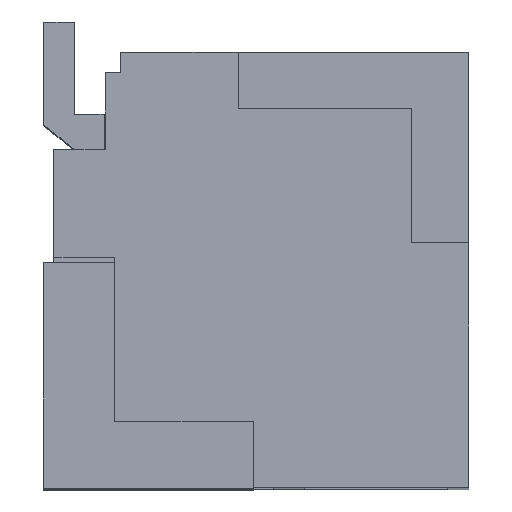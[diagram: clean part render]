
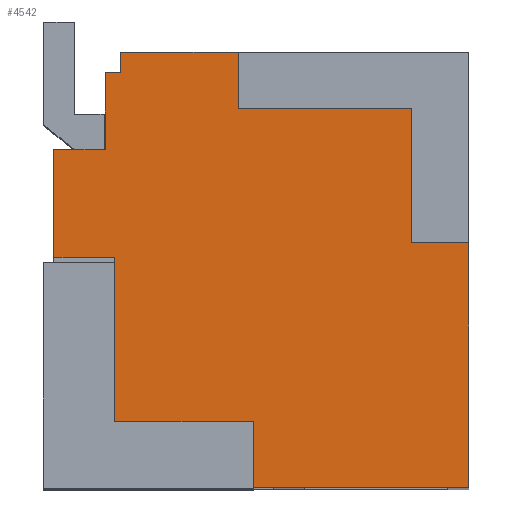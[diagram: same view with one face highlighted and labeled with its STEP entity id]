
A CAD part, top view. The second image highlights one B-rep face of the part: STEP entity #4542.
In plain terms, the highlighted planar face has unit normal (0, 0, 1).
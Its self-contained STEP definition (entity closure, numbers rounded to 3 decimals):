
#36 = DIRECTION ( 'NONE',  ( 0., 1., 0. ) ) ;
#126 = LINE ( 'NONE', #2032, #820 ) ;
#177 = VERTEX_POINT ( 'NONE', #1242 ) ;
#227 = VECTOR ( 'NONE', #2438, 1000. ) ;
#359 = CARTESIAN_POINT ( 'NONE',  ( 0., 0., 5.38 ) ) ;
#365 = CARTESIAN_POINT ( 'NONE',  ( -1.37, 2.13, 5.38 ) ) ;
#384 = LINE ( 'NONE', #464, #2260 ) ;
#411 = VECTOR ( 'NONE', #2917, 1000. ) ;
#413 = VERTEX_POINT ( 'NONE', #3618 ) ;
#428 = CARTESIAN_POINT ( 'NONE',  ( -0.22, 1.58, 5.38 ) ) ;
#464 = CARTESIAN_POINT ( 'NONE',  ( -1.37, 1.93, 5.38 ) ) ;
#497 = CARTESIAN_POINT ( 'NONE',  ( -1.52, 1.93, 5.38 ) ) ;
#502 = DIRECTION ( 'NONE',  ( 1., 0., 0. ) ) ;
#517 = VERTEX_POINT ( 'NONE', #1502 ) ;
#565 = EDGE_CURVE ( 'NONE', #2682, #4773, #1179, .T. ) ;
#609 = LINE ( 'NONE', #2002, #3253 ) ;
#622 = DIRECTION ( 'NONE',  ( 0., 1., 0. ) ) ;
#632 = LINE ( 'NONE', #4344, #411 ) ;
#640 = VECTOR ( 'NONE', #1904, 1000. ) ;
#658 = ORIENTED_EDGE ( 'NONE', *, *, #2861, .T. ) ;
#692 = EDGE_CURVE ( 'NONE', #3172, #1412, #632, .T. ) ;
#732 = VECTOR ( 'NONE', #622, 1000. ) ;
#780 = CARTESIAN_POINT ( 'NONE',  ( -0.22, 2.13, 5.38 ) ) ;
#820 = VECTOR ( 'NONE', #1247, 1000. ) ;
#833 = DIRECTION ( 'NONE',  ( 0., 0., 1. ) ) ;
#837 = ORIENTED_EDGE ( 'NONE', *, *, #1513, .F. ) ;
#848 = VERTEX_POINT ( 'NONE', #1592 ) ;
#863 = EDGE_CURVE ( 'NONE', #4773, #3172, #3062, .T. ) ;
#1096 = VERTEX_POINT ( 'NONE', #4169 ) ;
#1118 = CARTESIAN_POINT ( 'NONE',  ( -0.075, -2.12, 5.38 ) ) ;
#1179 = LINE ( 'NONE', #3342, #2101 ) ;
#1182 = CARTESIAN_POINT ( 'NONE',  ( -1.425, -1.475, 5.38 ) ) ;
#1226 = DIRECTION ( 'NONE',  ( 0., -1., 0. ) ) ;
#1230 = LINE ( 'NONE', #428, #2912 ) ;
#1242 = CARTESIAN_POINT ( 'NONE',  ( 2.03, -2.12, 5.38 ) ) ;
#1243 = DIRECTION ( 'NONE',  ( 0., -1., 0. ) ) ;
#1247 = DIRECTION ( 'NONE',  ( 0., 1., 0. ) ) ;
#1251 = CARTESIAN_POINT ( 'NONE',  ( -0.075, -2.12, 5.38 ) ) ;
#1354 = VERTEX_POINT ( 'NONE', #2284 ) ;
#1382 = ORIENTED_EDGE ( 'NONE', *, *, #863, .T. ) ;
#1412 = VERTEX_POINT ( 'NONE', #3693 ) ;
#1471 = DIRECTION ( 'NONE',  ( 0., -1., 0. ) ) ;
#1502 = CARTESIAN_POINT ( 'NONE',  ( 1.47, 1.58, 5.38 ) ) ;
#1513 = EDGE_CURVE ( 'NONE', #517, #1645, #2894, .T. ) ;
#1592 = CARTESIAN_POINT ( 'NONE',  ( -1.37, 1.93, 5.38 ) ) ;
#1624 = EDGE_CURVE ( 'NONE', #1354, #2165, #3790, .T. ) ;
#1628 = DIRECTION ( 'NONE',  ( 1., 0., 0. ) ) ;
#1645 = VERTEX_POINT ( 'NONE', #3017 ) ;
#1653 = ORIENTED_EDGE ( 'NONE', *, *, #1706, .T. ) ;
#1706 = EDGE_CURVE ( 'NONE', #4105, #1645, #609, .T. ) ;
#1865 = CARTESIAN_POINT ( 'NONE',  ( 2.03, 0.27, 5.38 ) ) ;
#1904 = DIRECTION ( 'NONE',  ( 0., -1., 0. ) ) ;
#1925 = DIRECTION ( 'NONE',  ( -1., 0., 0. ) ) ;
#1981 = EDGE_CURVE ( 'NONE', #848, #3834, #384, .T. ) ;
#2002 = CARTESIAN_POINT ( 'NONE',  ( 2.03, 0.27, 5.38 ) ) ;
#2032 = CARTESIAN_POINT ( 'NONE',  ( 2.03, -2.12, 5.38 ) ) ;
#2101 = VECTOR ( 'NONE', #2305, 1000. ) ;
#2117 = ORIENTED_EDGE ( 'NONE', *, *, #4164, .F. ) ;
#2154 = LINE ( 'NONE', #2844, #2879 ) ;
#2155 = DIRECTION ( 'NONE',  ( 0., -1., 0. ) ) ;
#2158 = VECTOR ( 'NONE', #1628, 1000. ) ;
#2165 = VERTEX_POINT ( 'NONE', #2878 ) ;
#2186 = EDGE_CURVE ( 'NONE', #2540, #2804, #4360, .T. ) ;
#2260 = VECTOR ( 'NONE', #1925, 1000. ) ;
#2284 = CARTESIAN_POINT ( 'NONE',  ( -0.22, 2.13, 5.38 ) ) ;
#2298 = DIRECTION ( 'NONE',  ( 1., 0., 0. ) ) ;
#2305 = DIRECTION ( 'NONE',  ( -1., 0., 0. ) ) ;
#2353 = EDGE_CURVE ( 'NONE', #2804, #413, #2154, .T. ) ;
#2359 = LINE ( 'NONE', #1251, #2158 ) ;
#2367 = CARTESIAN_POINT ( 'NONE',  ( -1.52, 1.18, 5.38 ) ) ;
#2389 = EDGE_LOOP ( 'NONE', ( #4404, #658, #4333, #4313, #2637, #1382, #4198, #3481, #3806, #3980, #3233, #3004, #1653, #837, #2117, #4489 ) ) ;
#2429 = CARTESIAN_POINT ( 'NONE',  ( 1.47, 1.58, 5.38 ) ) ;
#2438 = DIRECTION ( 'NONE',  ( -1., 0., 0. ) ) ;
#2487 = EDGE_CURVE ( 'NONE', #177, #4105, #126, .T. ) ;
#2540 = VERTEX_POINT ( 'NONE', #1118 ) ;
#2603 = FACE_OUTER_BOUND ( 'NONE', #2389, .T. ) ;
#2637 = ORIENTED_EDGE ( 'NONE', *, *, #565, .T. ) ;
#2682 = VERTEX_POINT ( 'NONE', #2367 ) ;
#2804 = VERTEX_POINT ( 'NONE', #3899 ) ;
#2844 = CARTESIAN_POINT ( 'NONE',  ( -0.075, -1.475, 5.38 ) ) ;
#2861 = EDGE_CURVE ( 'NONE', #1096, #848, #2898, .T. ) ;
#2871 = DIRECTION ( 'NONE',  ( -1., 0., 0. ) ) ;
#2878 = CARTESIAN_POINT ( 'NONE',  ( -0.22, 1.58, 5.38 ) ) ;
#2879 = VECTOR ( 'NONE', #2871, 1000. ) ;
#2894 = LINE ( 'NONE', #2429, #3950 ) ;
#2898 = LINE ( 'NONE', #365, #3973 ) ;
#2909 = AXIS2_PLACEMENT_3D ( 'NONE', #359, #833, #2298 ) ;
#2912 = VECTOR ( 'NONE', #502, 1000. ) ;
#2917 = DIRECTION ( 'NONE',  ( 1., 0., 0. ) ) ;
#2955 = EDGE_CURVE ( 'NONE', #3834, #2682, #4112, .T. ) ;
#3004 = ORIENTED_EDGE ( 'NONE', *, *, #2487, .T. ) ;
#3017 = CARTESIAN_POINT ( 'NONE',  ( 1.47, 0.27, 5.38 ) ) ;
#3030 = CARTESIAN_POINT ( 'NONE',  ( -1.52, 1.93, 5.38 ) ) ;
#3054 = CARTESIAN_POINT ( 'NONE',  ( -2.02, 0.125, 5.38 ) ) ;
#3062 = LINE ( 'NONE', #4545, #4030 ) ;
#3172 = VERTEX_POINT ( 'NONE', #3054 ) ;
#3229 = CARTESIAN_POINT ( 'NONE',  ( -0.075, -2.12, 5.38 ) ) ;
#3233 = ORIENTED_EDGE ( 'NONE', *, *, #4771, .T. ) ;
#3253 = VECTOR ( 'NONE', #3851, 1000. ) ;
#3335 = PLANE ( 'NONE',  #2909 ) ;
#3342 = CARTESIAN_POINT ( 'NONE',  ( -1.52, 1.18, 5.38 ) ) ;
#3406 = CARTESIAN_POINT ( 'NONE',  ( -2.02, 1.18, 5.38 ) ) ;
#3481 = ORIENTED_EDGE ( 'NONE', *, *, #4150, .F. ) ;
#3618 = CARTESIAN_POINT ( 'NONE',  ( -1.425, -1.475, 5.38 ) ) ;
#3622 = VECTOR ( 'NONE', #36, 1000. ) ;
#3693 = CARTESIAN_POINT ( 'NONE',  ( -1.425, 0.125, 5.38 ) ) ;
#3719 = LINE ( 'NONE', #4462, #227 ) ;
#3790 = LINE ( 'NONE', #780, #640 ) ;
#3806 = ORIENTED_EDGE ( 'NONE', *, *, #2353, .F. ) ;
#3834 = VERTEX_POINT ( 'NONE', #3030 ) ;
#3851 = DIRECTION ( 'NONE',  ( -1., 0., 0. ) ) ;
#3899 = CARTESIAN_POINT ( 'NONE',  ( -0.075, -1.475, 5.38 ) ) ;
#3950 = VECTOR ( 'NONE', #1471, 1000. ) ;
#3973 = VECTOR ( 'NONE', #2155, 1000. ) ;
#3980 = ORIENTED_EDGE ( 'NONE', *, *, #2186, .F. ) ;
#4030 = VECTOR ( 'NONE', #1243, 1000. ) ;
#4105 = VERTEX_POINT ( 'NONE', #1865 ) ;
#4112 = LINE ( 'NONE', #497, #4137 ) ;
#4137 = VECTOR ( 'NONE', #1226, 1000. ) ;
#4150 = EDGE_CURVE ( 'NONE', #413, #1412, #4512, .T. ) ;
#4164 = EDGE_CURVE ( 'NONE', #2165, #517, #1230, .T. ) ;
#4169 = CARTESIAN_POINT ( 'NONE',  ( -1.37, 2.13, 5.38 ) ) ;
#4198 = ORIENTED_EDGE ( 'NONE', *, *, #692, .T. ) ;
#4313 = ORIENTED_EDGE ( 'NONE', *, *, #2955, .T. ) ;
#4333 = ORIENTED_EDGE ( 'NONE', *, *, #1981, .T. ) ;
#4344 = CARTESIAN_POINT ( 'NONE',  ( -2.02, 0.125, 5.38 ) ) ;
#4360 = LINE ( 'NONE', #3229, #732 ) ;
#4404 = ORIENTED_EDGE ( 'NONE', *, *, #4730, .T. ) ;
#4462 = CARTESIAN_POINT ( 'NONE',  ( -0.22, 2.13, 5.38 ) ) ;
#4489 = ORIENTED_EDGE ( 'NONE', *, *, #1624, .F. ) ;
#4512 = LINE ( 'NONE', #1182, #3622 ) ;
#4542 = ADVANCED_FACE ( 'NONE', ( #2603 ), #3335, .T. ) ;
#4545 = CARTESIAN_POINT ( 'NONE',  ( -2.02, 1.18, 5.38 ) ) ;
#4730 = EDGE_CURVE ( 'NONE', #1354, #1096, #3719, .T. ) ;
#4771 = EDGE_CURVE ( 'NONE', #2540, #177, #2359, .T. ) ;
#4773 = VERTEX_POINT ( 'NONE', #3406 ) ;
